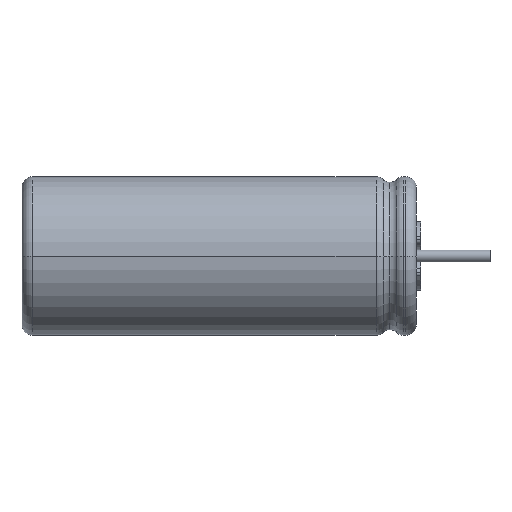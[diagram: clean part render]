
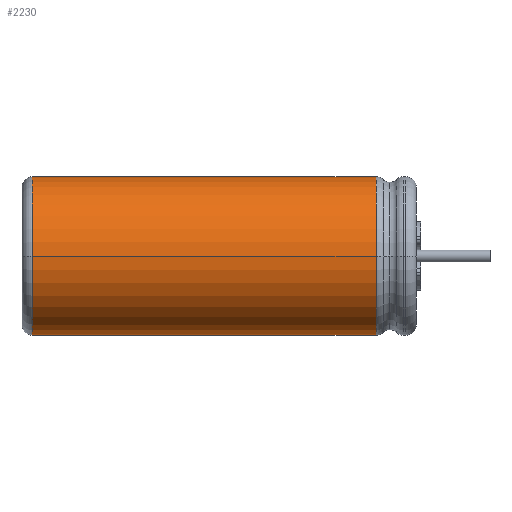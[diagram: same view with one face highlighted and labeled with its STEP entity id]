
A CAD part, left-side view. The second image highlights one B-rep face of the part: STEP entity #2230.
In plain terms, the highlighted cylindrical face has radius 4.025 mm (diameter 8.051 mm), a partial arc.
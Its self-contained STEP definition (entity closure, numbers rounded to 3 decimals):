
#258 = CARTESIAN_POINT ( 'NONE',  ( 0., 20., -4.025 ) ) ;
#320 = VECTOR ( 'NONE', #661, 1000. ) ;
#346 = CARTESIAN_POINT ( 'NONE',  ( 0., 20., 4.025 ) ) ;
#352 = CARTESIAN_POINT ( 'NONE',  ( 0., 2.52, -4.025 ) ) ;
#354 = CARTESIAN_POINT ( 'NONE',  ( 0., 12.922, 4.025 ) ) ;
#462 = CARTESIAN_POINT ( 'NONE',  ( 0., 12.922, 0. ) ) ;
#464 = VERTEX_POINT ( 'NONE', #258 ) ;
#535 = VERTEX_POINT ( 'NONE', #4201 ) ;
#661 = DIRECTION ( 'NONE',  ( 0., -1., 0. ) ) ;
#695 = CYLINDRICAL_SURFACE ( 'NONE', #2540, 4.025 ) ;
#1028 = CARTESIAN_POINT ( 'NONE',  ( 0., 20., 0. ) ) ;
#1159 = CIRCLE ( 'NONE', #1357, 4.025 ) ;
#1211 = LINE ( 'NONE', #2910, #1776 ) ;
#1322 = ORIENTED_EDGE ( 'NONE', *, *, #4054, .F. ) ;
#1357 = AXIS2_PLACEMENT_3D ( 'NONE', #1028, #2548, #1751 ) ;
#1394 = ORIENTED_EDGE ( 'NONE', *, *, #1887, .F. ) ;
#1418 = VERTEX_POINT ( 'NONE', #352 ) ;
#1454 = CIRCLE ( 'NONE', #4478, 4.025 ) ;
#1459 = DIRECTION ( 'NONE',  ( 0., 1., 0. ) ) ;
#1697 = DIRECTION ( 'NONE',  ( 1., 0., 0. ) ) ;
#1730 = ORIENTED_EDGE ( 'NONE', *, *, #1971, .T. ) ;
#1751 = DIRECTION ( 'NONE',  ( 1., 0., 0. ) ) ;
#1776 = VECTOR ( 'NONE', #1459, 1000. ) ;
#1887 = EDGE_CURVE ( 'NONE', #1418, #464, #1211, .T. ) ;
#1971 = EDGE_CURVE ( 'NONE', #3560, #464, #1159, .T. ) ;
#2014 = LINE ( 'NONE', #354, #320 ) ;
#2181 = EDGE_LOOP ( 'NONE', ( #1730, #1394, #2490, #1322 ) ) ;
#2230 = ADVANCED_FACE ( 'NONE', ( #4498 ), #695, .T. ) ;
#2490 = ORIENTED_EDGE ( 'NONE', *, *, #3512, .F. ) ;
#2493 = DIRECTION ( 'NONE',  ( 1., 0., 0. ) ) ;
#2540 = AXIS2_PLACEMENT_3D ( 'NONE', #462, #4632, #1697 ) ;
#2548 = DIRECTION ( 'NONE',  ( 0., -1., 0. ) ) ;
#2851 = CARTESIAN_POINT ( 'NONE',  ( 0., 2.52, 0. ) ) ;
#2910 = CARTESIAN_POINT ( 'NONE',  ( 0., 12.922, -4.025 ) ) ;
#3512 = EDGE_CURVE ( 'NONE', #535, #1418, #1454, .T. ) ;
#3560 = VERTEX_POINT ( 'NONE', #346 ) ;
#4054 = EDGE_CURVE ( 'NONE', #3560, #535, #2014, .T. ) ;
#4201 = CARTESIAN_POINT ( 'NONE',  ( 0., 2.52, 4.025 ) ) ;
#4478 = AXIS2_PLACEMENT_3D ( 'NONE', #2851, #4680, #2493 ) ;
#4498 = FACE_OUTER_BOUND ( 'NONE', #2181, .T. ) ;
#4632 = DIRECTION ( 'NONE',  ( 0., 1., 0. ) ) ;
#4680 = DIRECTION ( 'NONE',  ( 0., -1., 0. ) ) ;
